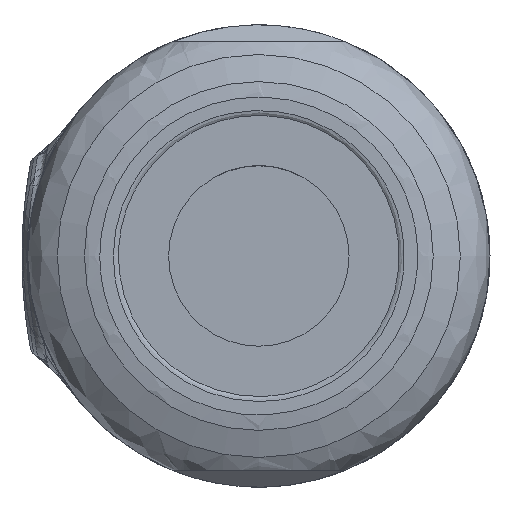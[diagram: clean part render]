
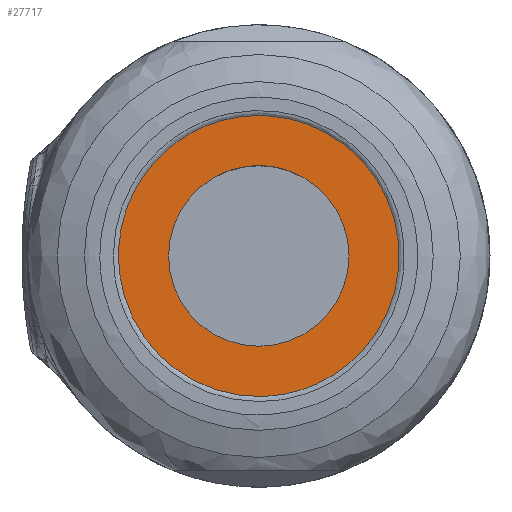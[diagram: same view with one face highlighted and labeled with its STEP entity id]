
A CAD part, left-side view. The second image highlights one B-rep face of the part: STEP entity #27717.
In plain terms, the highlighted planar face has unit normal (-1, 0, 0).
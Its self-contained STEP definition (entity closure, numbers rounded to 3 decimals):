
#11959 = DIRECTION ( 'NONE',  ( -1., 0., 0. ) ) ;
#12075 = VERTEX_POINT ( 'NONE', #87970 ) ;
#18152 = ORIENTED_EDGE ( 'NONE', *, *, #82692, .F. ) ;
#18368 = CARTESIAN_POINT ( 'NONE',  ( -30.75, 0., 6.226 ) ) ;
#25149 = CARTESIAN_POINT ( 'NONE',  ( -30.75, -12.453, -6.226 ) ) ;
#27717 = ADVANCED_FACE ( 'NONE', ( #46601 ), #54189, .T. ) ;
#31874 = CARTESIAN_POINT ( 'NONE',  ( -30.75, 12.453, -6.226 ) ) ;
#35142 = AXIS2_PLACEMENT_3D ( 'NONE', #81569, #11959, #60052 ) ;
#40028 =( BOUNDED_CURVE ( )  B_SPLINE_CURVE ( 3, ( #65118, #31874, #78133, #18368, #45819, #25149, #73166 ),
 .UNSPECIFIED., .T., .T. ) 
 B_SPLINE_CURVE_WITH_KNOTS ( ( 4, 3, 4 ),
 ( 0., 0.5, 1. ),
 .UNSPECIFIED. ) 
 CURVE ( )  GEOMETRIC_REPRESENTATION_ITEM ( )  RATIONAL_B_SPLINE_CURVE ( ( 1., 0.333, 0.333, 1., 0.333, 0.333, 1. ) ) 
 REPRESENTATION_ITEM ( '' )  );
#45819 = CARTESIAN_POINT ( 'NONE',  ( -30.75, -12.453, 6.226 ) ) ;
#46601 = FACE_OUTER_BOUND ( 'NONE', #64576, .T. ) ;
#54189 = PLANE ( 'NONE',  #35142 ) ;
#60052 = DIRECTION ( 'NONE',  ( 0., 0., 1. ) ) ;
#64576 = EDGE_LOOP ( 'NONE', ( #18152 ) ) ;
#65118 = CARTESIAN_POINT ( 'NONE',  ( -30.75, 0., -6.226 ) ) ;
#73166 = CARTESIAN_POINT ( 'NONE',  ( -30.75, 0., -6.226 ) ) ;
#78133 = CARTESIAN_POINT ( 'NONE',  ( -30.75, 12.453, 6.226 ) ) ;
#81569 = CARTESIAN_POINT ( 'NONE',  ( -30.75, 0., 4.975 ) ) ;
#82692 = EDGE_CURVE ( 'NONE', #12075, #12075, #40028, .T. ) ;
#87970 = CARTESIAN_POINT ( 'NONE',  ( -30.75, 0., -6.226 ) ) ;
